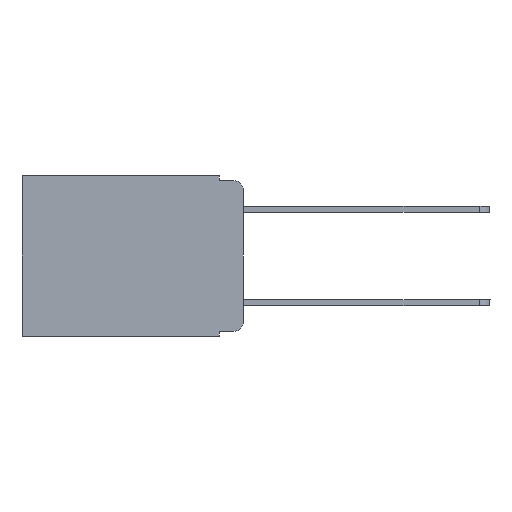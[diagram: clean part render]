
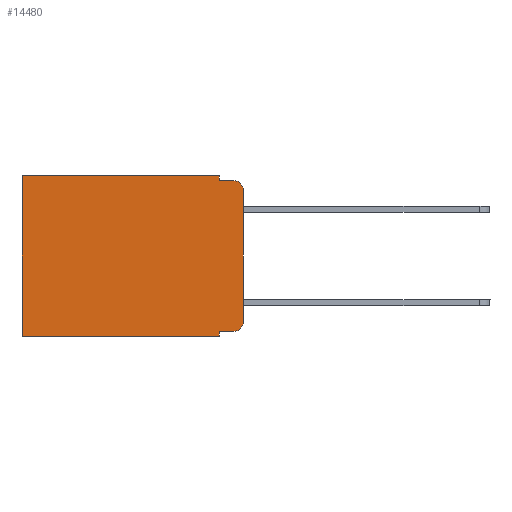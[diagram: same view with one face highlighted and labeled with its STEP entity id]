
A CAD part, left-side view. The second image highlights one B-rep face of the part: STEP entity #14480.
In plain terms, the highlighted planar face has unit normal (-1, 0, 0).
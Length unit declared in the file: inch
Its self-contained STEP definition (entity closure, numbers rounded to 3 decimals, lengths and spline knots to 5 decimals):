
#274 = EDGE_CURVE ( 'NONE', #13316, #5554, #1551, .T. ) ;
#534 = CARTESIAN_POINT ( 'NONE',  ( 0.298, 0., 0. ) ) ;
#572 = CARTESIAN_POINT ( 'NONE',  ( 0.298, 0.051, 0. ) ) ;
#1245 = CARTESIAN_POINT ( 'NONE',  ( 0.298, 0.473, -0.343 ) ) ;
#1503 = ORIENTED_EDGE ( 'NONE', *, *, #6229, .T. ) ;
#1551 = LINE ( 'NONE', #9727, #13913 ) ;
#1737 = ORIENTED_EDGE ( 'NONE', *, *, #2844, .F. ) ;
#1758 = DIRECTION ( 'NONE',  ( 0., -1., 0. ) ) ;
#1868 = LINE ( 'NONE', #3885, #4750 ) ;
#2152 = LINE ( 'NONE', #12565, #4123 ) ;
#2165 = EDGE_CURVE ( 'NONE', #3695, #11633, #11698, .T. ) ;
#2267 = LINE ( 'NONE', #10782, #14111 ) ;
#2353 = DIRECTION ( 'NONE',  ( 0., 0., -1. ) ) ;
#2674 = CARTESIAN_POINT ( 'NONE',  ( 0.298, 0.02, -0.313 ) ) ;
#2844 = EDGE_CURVE ( 'NONE', #13922, #12132, #6130, .T. ) ;
#2934 = DIRECTION ( 'NONE',  ( 1., 0., 0. ) ) ;
#2943 = DIRECTION ( 'NONE',  ( 0., 0., -1. ) ) ;
#2977 = CARTESIAN_POINT ( 'NONE',  ( 0.298, 0.02, -0.01 ) ) ;
#3268 = VERTEX_POINT ( 'NONE', #1245 ) ;
#3695 = VERTEX_POINT ( 'NONE', #12513 ) ;
#3735 = EDGE_CURVE ( 'NONE', #6319, #3268, #2152, .T. ) ;
#3834 = DIRECTION ( 'NONE',  ( -1., 0., 0. ) ) ;
#3885 = CARTESIAN_POINT ( 'NONE',  ( 0.298, 0., -0.343 ) ) ;
#3902 = ORIENTED_EDGE ( 'NONE', *, *, #12934, .T. ) ;
#4030 = DIRECTION ( 'NONE',  ( 0., 1., 0. ) ) ;
#4123 = VECTOR ( 'NONE', #2353, 39.37008 ) ;
#4144 = LINE ( 'NONE', #11404, #8261 ) ;
#4218 = ORIENTED_EDGE ( 'NONE', *, *, #9748, .F. ) ;
#4472 = CIRCLE ( 'NONE', #7782, 0.02 ) ;
#4750 = VECTOR ( 'NONE', #4030, 39.37008 ) ;
#5511 = ORIENTED_EDGE ( 'NONE', *, *, #274, .F. ) ;
#5554 = VERTEX_POINT ( 'NONE', #2977 ) ;
#5692 = CARTESIAN_POINT ( 'NONE',  ( 0.298, 0.473, 0. ) ) ;
#5701 = VERTEX_POINT ( 'NONE', #10039 ) ;
#5752 = AXIS2_PLACEMENT_3D ( 'NONE', #9803, #2934, #10970 ) ;
#5969 = VECTOR ( 'NONE', #14241, 39.37008 ) ;
#6128 = ORIENTED_EDGE ( 'NONE', *, *, #12478, .T. ) ;
#6130 = LINE ( 'NONE', #10933, #11147 ) ;
#6229 = EDGE_CURVE ( 'NONE', #3695, #11080, #2267, .T. ) ;
#6319 = VERTEX_POINT ( 'NONE', #5692 ) ;
#6501 = CARTESIAN_POINT ( 'NONE',  ( 0.298, 0.02, -0.03 ) ) ;
#6563 = CARTESIAN_POINT ( 'NONE',  ( 0.298, 0., -0.03 ) ) ;
#6685 = DIRECTION ( 'NONE',  ( 0., 0., -1. ) ) ;
#7114 = CIRCLE ( 'NONE', #13827, 0.02 ) ;
#7149 = CARTESIAN_POINT ( 'NONE',  ( 0.298, 0.02, -0.333 ) ) ;
#7351 = EDGE_CURVE ( 'NONE', #11633, #3268, #1868, .T. ) ;
#7782 = AXIS2_PLACEMENT_3D ( 'NONE', #2674, #3834, #13000 ) ;
#8261 = VECTOR ( 'NONE', #6685, 39.37008 ) ;
#8643 = PLANE ( 'NONE',  #5752 ) ;
#8981 = EDGE_LOOP ( 'NONE', ( #1737, #6128, #5511, #4218, #3902, #11074, #13177, #11774, #1503, #9117 ) ) ;
#9117 = ORIENTED_EDGE ( 'NONE', *, *, #11223, .T. ) ;
#9123 = CARTESIAN_POINT ( 'NONE',  ( 0.298, 0.051, -0.01 ) ) ;
#9232 = LINE ( 'NONE', #534, #9786 ) ;
#9727 = CARTESIAN_POINT ( 'NONE',  ( 0.298, 0.051, -0.01 ) ) ;
#9748 = EDGE_CURVE ( 'NONE', #5701, #13316, #4144, .T. ) ;
#9786 = VECTOR ( 'NONE', #11893, 39.37008 ) ;
#9803 = CARTESIAN_POINT ( 'NONE',  ( 0.298, 0., 0. ) ) ;
#10039 = CARTESIAN_POINT ( 'NONE',  ( 0.298, 0.051, 0. ) ) ;
#10048 = DIRECTION ( 'NONE',  ( 0., 0., -1. ) ) ;
#10782 = CARTESIAN_POINT ( 'NONE',  ( 0.298, 0.051, -0.333 ) ) ;
#10933 = CARTESIAN_POINT ( 'NONE',  ( 0.298, 0., 0. ) ) ;
#10970 = DIRECTION ( 'NONE',  ( 0., 0., -1. ) ) ;
#11074 = ORIENTED_EDGE ( 'NONE', *, *, #3735, .T. ) ;
#11076 = DIRECTION ( 'NONE',  ( -1., 0., 0. ) ) ;
#11080 = VERTEX_POINT ( 'NONE', #7149 ) ;
#11147 = VECTOR ( 'NONE', #2943, 39.37008 ) ;
#11223 = EDGE_CURVE ( 'NONE', #11080, #12132, #4472, .T. ) ;
#11404 = CARTESIAN_POINT ( 'NONE',  ( 0.298, 0.051, 0. ) ) ;
#11633 = VERTEX_POINT ( 'NONE', #13239 ) ;
#11663 = CARTESIAN_POINT ( 'NONE',  ( 0.298, 0., -0.313 ) ) ;
#11698 = LINE ( 'NONE', #572, #5969 ) ;
#11774 = ORIENTED_EDGE ( 'NONE', *, *, #2165, .F. ) ;
#11893 = DIRECTION ( 'NONE',  ( 0., 1., 0. ) ) ;
#12132 = VERTEX_POINT ( 'NONE', #11663 ) ;
#12478 = EDGE_CURVE ( 'NONE', #13922, #5554, #7114, .T. ) ;
#12513 = CARTESIAN_POINT ( 'NONE',  ( 0.298, 0.051, -0.333 ) ) ;
#12565 = CARTESIAN_POINT ( 'NONE',  ( 0.298, 0.473, 0. ) ) ;
#12934 = EDGE_CURVE ( 'NONE', #5701, #6319, #9232, .T. ) ;
#13000 = DIRECTION ( 'NONE',  ( 0., 0., -1. ) ) ;
#13177 = ORIENTED_EDGE ( 'NONE', *, *, #7351, .F. ) ;
#13239 = CARTESIAN_POINT ( 'NONE',  ( 0.298, 0.051, -0.343 ) ) ;
#13316 = VERTEX_POINT ( 'NONE', #9123 ) ;
#13322 = FACE_OUTER_BOUND ( 'NONE', #8981, .T. ) ;
#13827 = AXIS2_PLACEMENT_3D ( 'NONE', #6501, #11076, #10048 ) ;
#13913 = VECTOR ( 'NONE', #1758, 39.37008 ) ;
#13922 = VERTEX_POINT ( 'NONE', #6563 ) ;
#14111 = VECTOR ( 'NONE', #14226, 39.37008 ) ;
#14226 = DIRECTION ( 'NONE',  ( 0., -1., 0. ) ) ;
#14241 = DIRECTION ( 'NONE',  ( 0., 0., -1. ) ) ;
#14480 = ADVANCED_FACE ( 'NONE', ( #13322 ), #8643, .F. ) ;
